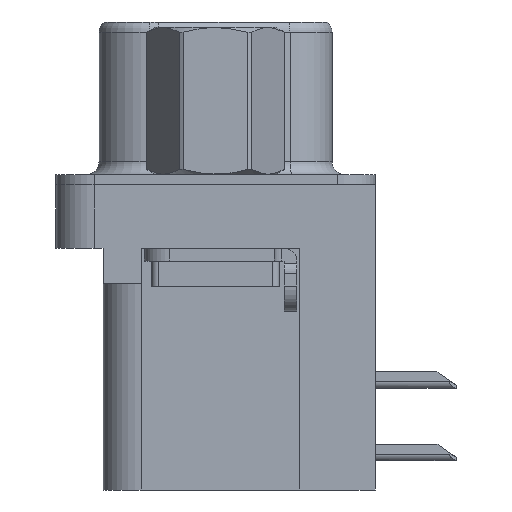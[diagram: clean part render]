
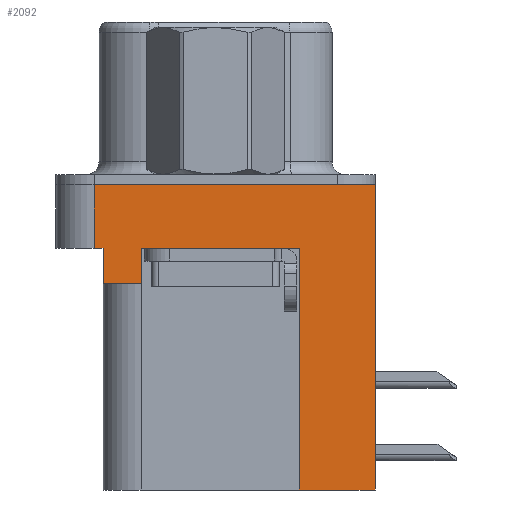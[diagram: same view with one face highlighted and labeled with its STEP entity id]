
A CAD part, left-side view. The second image highlights one B-rep face of the part: STEP entity #2092.
In plain terms, the highlighted planar face has unit normal (-1, 0, 0).
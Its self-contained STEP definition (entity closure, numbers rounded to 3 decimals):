
#37 = CARTESIAN_POINT ( 'NONE',  ( -2.91, 4.775, -2.5 ) ) ;
#44 = VECTOR ( 'NONE', #6122, 1000. ) ;
#202 = ORIENTED_EDGE ( 'NONE', *, *, #10704, .F. ) ;
#304 = ORIENTED_EDGE ( 'NONE', *, *, #10734, .T. ) ;
#465 = CARTESIAN_POINT ( 'NONE',  ( -2.91, 4.425, -3.9 ) ) ;
#628 = DIRECTION ( 'NONE',  ( 0., 1., 0. ) ) ;
#1265 = VERTEX_POINT ( 'NONE', #37 ) ;
#1342 = CARTESIAN_POINT ( 'NONE',  ( -2.91, -6.275, -2.5 ) ) ;
#1486 = VERTEX_POINT ( 'NONE', #12173 ) ;
#1800 = CARTESIAN_POINT ( 'NONE',  ( -2.91, 2.895, -3.9 ) ) ;
#1826 = LINE ( 'NONE', #465, #10034 ) ;
#2092 = ADVANCED_FACE ( 'NONE', ( #9400 ), #17096, .T. ) ;
#2679 = VERTEX_POINT ( 'NONE', #14998 ) ;
#2912 = VERTEX_POINT ( 'NONE', #15064 ) ;
#3037 = VERTEX_POINT ( 'NONE', #11726 ) ;
#3157 = ORIENTED_EDGE ( 'NONE', *, *, #10672, .F. ) ;
#3421 = DIRECTION ( 'NONE',  ( 0., -1., 0. ) ) ;
#3958 = AXIS2_PLACEMENT_3D ( 'NONE', #1342, #17022, #19788 ) ;
#4262 = CARTESIAN_POINT ( 'NONE',  ( -2.91, 4.425, -3.9 ) ) ;
#4526 = DIRECTION ( 'NONE',  ( 0., -1., 0. ) ) ;
#5594 = VERTEX_POINT ( 'NONE', #9831 ) ;
#5642 = CARTESIAN_POINT ( 'NONE',  ( -2.91, -3.295, -2.5 ) ) ;
#5782 = VERTEX_POINT ( 'NONE', #15105 ) ;
#5797 = VERTEX_POINT ( 'NONE', #5642 ) ;
#5820 = VECTOR ( 'NONE', #4526, 1000. ) ;
#6062 = ORIENTED_EDGE ( 'NONE', *, *, #10608, .F. ) ;
#6066 = VECTOR ( 'NONE', #11853, 1000. ) ;
#6122 = DIRECTION ( 'NONE',  ( 0., 0., 1. ) ) ;
#6590 = LINE ( 'NONE', #6826, #6066 ) ;
#6684 = DIRECTION ( 'NONE',  ( 0., 0., 1. ) ) ;
#6826 = CARTESIAN_POINT ( 'NONE',  ( -2.91, 4.775, -2.5 ) ) ;
#7117 = VECTOR ( 'NONE', #3421, 1000. ) ;
#7369 = VECTOR ( 'NONE', #15723, 1000. ) ;
#7609 = LINE ( 'NONE', #19714, #7117 ) ;
#7652 = CARTESIAN_POINT ( 'NONE',  ( -2.91, -6.275, -2.5 ) ) ;
#7882 = VERTEX_POINT ( 'NONE', #16094 ) ;
#7912 = LINE ( 'NONE', #4262, #7369 ) ;
#8019 = ORIENTED_EDGE ( 'NONE', *, *, #9887, .T. ) ;
#8415 = VERTEX_POINT ( 'NONE', #1800 ) ;
#8416 = ORIENTED_EDGE ( 'NONE', *, *, #10272, .F. ) ;
#8709 = EDGE_LOOP ( 'NONE', ( #9310, #6062, #16612, #8950, #8416, #8019, #19832, #3157, #202, #304 ) ) ;
#8950 = ORIENTED_EDGE ( 'NONE', *, *, #10641, .F. ) ;
#9310 = ORIENTED_EDGE ( 'NONE', *, *, #10576, .F. ) ;
#9400 = FACE_OUTER_BOUND ( 'NONE', #8709, .T. ) ;
#9498 = LINE ( 'NONE', #20051, #17569 ) ;
#9683 = EDGE_CURVE ( 'NONE', #2679, #5797, #17106, .T. ) ;
#9831 = CARTESIAN_POINT ( 'NONE',  ( -2.91, -6.275, -12. ) ) ;
#9887 = EDGE_CURVE ( 'NONE', #8415, #2679, #13130, .T. ) ;
#10034 = VECTOR ( 'NONE', #13563, 1000. ) ;
#10272 = EDGE_CURVE ( 'NONE', #8415, #7882, #7912, .T. ) ;
#10378 = EDGE_CURVE ( 'NONE', #1265, #3037, #14581, .T. ) ;
#10576 = EDGE_CURVE ( 'NONE', #5782, #2912, #7609, .T. ) ;
#10608 = EDGE_CURVE ( 'NONE', #1265, #5782, #6590, .T. ) ;
#10641 = EDGE_CURVE ( 'NONE', #7882, #3037, #1826, .T. ) ;
#10672 = EDGE_CURVE ( 'NONE', #1486, #5797, #19103, .T. ) ;
#10704 = EDGE_CURVE ( 'NONE', #5594, #1486, #9498, .T. ) ;
#10734 = EDGE_CURVE ( 'NONE', #5594, #2912, #12851, .T. ) ;
#11726 = CARTESIAN_POINT ( 'NONE',  ( -2.91, 4.425, -2.5 ) ) ;
#11853 = DIRECTION ( 'NONE',  ( 0., 0., 1. ) ) ;
#12173 = CARTESIAN_POINT ( 'NONE',  ( -2.91, -3.295, -12. ) ) ;
#12767 = CARTESIAN_POINT ( 'NONE',  ( -2.91, 2.895, -3.9 ) ) ;
#12851 = LINE ( 'NONE', #15274, #16544 ) ;
#13130 = LINE ( 'NONE', #12767, #44 ) ;
#13563 = DIRECTION ( 'NONE',  ( 0., 0., 1. ) ) ;
#13843 = VECTOR ( 'NONE', #16731, 1000. ) ;
#14581 = LINE ( 'NONE', #15918, #5820 ) ;
#14998 = CARTESIAN_POINT ( 'NONE',  ( -2.91, 2.895, -2.5 ) ) ;
#15064 = CARTESIAN_POINT ( 'NONE',  ( -2.91, -6.275, 0. ) ) ;
#15105 = CARTESIAN_POINT ( 'NONE',  ( -2.91, 4.775, 0. ) ) ;
#15133 = CARTESIAN_POINT ( 'NONE',  ( -2.91, -3.295, -12. ) ) ;
#15274 = CARTESIAN_POINT ( 'NONE',  ( -2.91, -6.275, -2.5 ) ) ;
#15723 = DIRECTION ( 'NONE',  ( 0., 1., 0. ) ) ;
#15918 = CARTESIAN_POINT ( 'NONE',  ( -2.91, -6.275, -2.5 ) ) ;
#16094 = CARTESIAN_POINT ( 'NONE',  ( -2.91, 4.425, -3.9 ) ) ;
#16544 = VECTOR ( 'NONE', #6684, 1000. ) ;
#16612 = ORIENTED_EDGE ( 'NONE', *, *, #10378, .T. ) ;
#16731 = DIRECTION ( 'NONE',  ( 0., 0., 1. ) ) ;
#17022 = DIRECTION ( 'NONE',  ( -1., 0., 0. ) ) ;
#17096 = PLANE ( 'NONE',  #3958 ) ;
#17106 = LINE ( 'NONE', #7652, #20871 ) ;
#17569 = VECTOR ( 'NONE', #628, 1000. ) ;
#19103 = LINE ( 'NONE', #15133, #13843 ) ;
#19714 = CARTESIAN_POINT ( 'NONE',  ( -2.91, -6.275, 0. ) ) ;
#19788 = DIRECTION ( 'NONE',  ( 0., 0., 1. ) ) ;
#19832 = ORIENTED_EDGE ( 'NONE', *, *, #9683, .T. ) ;
#20051 = CARTESIAN_POINT ( 'NONE',  ( -2.91, -3.295, -12. ) ) ;
#20661 = DIRECTION ( 'NONE',  ( 0., -1., 0. ) ) ;
#20871 = VECTOR ( 'NONE', #20661, 1000. ) ;
